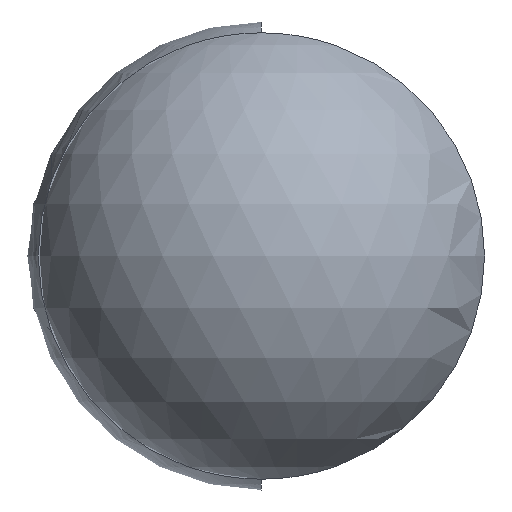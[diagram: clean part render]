
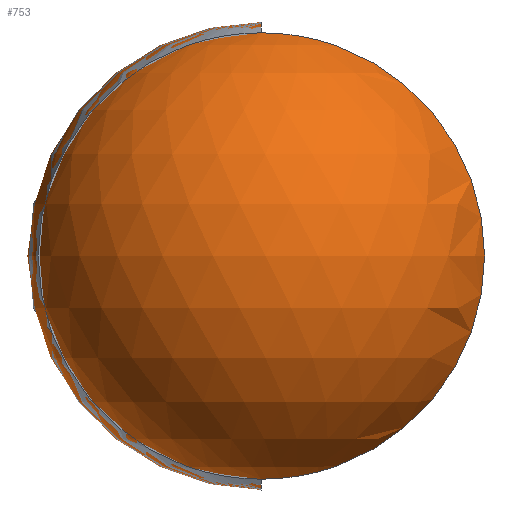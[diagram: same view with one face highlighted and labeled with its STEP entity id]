
A CAD part, left-side view. The second image highlights one B-rep face of the part: STEP entity #753.
In plain terms, the highlighted spherical face has radius 20 mm.
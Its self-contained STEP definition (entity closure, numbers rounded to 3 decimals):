
#130=CARTESIAN_POINT('',(6.,-6.35,19.079));
#131=VERTEX_POINT('',#130);
#132=CARTESIAN_POINT('',(-6.0,-6.35,19.079));
#133=VERTEX_POINT('',#132);
#134=CARTESIAN_POINT('',(0.,-6.35,0.0));
#135=DIRECTION('',(0.0,-1.0,0.0));
#136=DIRECTION('',(0.0,0.0,1.0));
#137=AXIS2_PLACEMENT_3D('',#134,#135,#136);
#138=CIRCLE('',#137,20.);
#139=EDGE_CURVE('',#131,#133,#138,.T.);
#141=CARTESIAN_POINT('',(6.,-6.35,-19.079));
#142=VERTEX_POINT('',#141);
#150=CARTESIAN_POINT('',(-6.0,-6.35,-19.079));
#151=VERTEX_POINT('',#150);
#152=CARTESIAN_POINT('',(0.,-6.35,0.0));
#153=DIRECTION('',(0.0,-1.0,0.0));
#154=DIRECTION('',(0.0,0.0,1.0));
#155=AXIS2_PLACEMENT_3D('',#152,#153,#154);
#156=CIRCLE('',#155,20.);
#157=EDGE_CURVE('',#151,#142,#156,.T.);
#535=CARTESIAN_POINT('',(6.,-6.35,0.));
#536=DIRECTION('',(-1.0,0.0,0.0));
#537=DIRECTION('',(0.0,0.0,-1.0));
#538=AXIS2_PLACEMENT_3D('',#535,#536,#537);
#539=CIRCLE('',#538,19.079);
#540=EDGE_CURVE('',#142,#131,#539,.T.);
#617=CARTESIAN_POINT('',(-6.0,-6.35,0.));
#618=DIRECTION('',(1.0,0.0,0.0));
#619=DIRECTION('',(0.0,0.0,1.0));
#620=AXIS2_PLACEMENT_3D('',#617,#618,#619);
#621=CIRCLE('',#620,19.079);
#622=EDGE_CURVE('',#133,#151,#621,.T.);
#742=CARTESIAN_POINT('',(0.,-6.35,0.0));
#743=DIRECTION('',(0.0,0.0,1.0));
#744=DIRECTION('',(1.0,0.0,0.0));
#745=AXIS2_PLACEMENT_3D('',#742,#743,#744);
#746=SPHERICAL_SURFACE('',#745,20.);
#747=ORIENTED_EDGE('',*,*,#139,.T.);
#748=ORIENTED_EDGE('',*,*,#622,.T.);
#749=ORIENTED_EDGE('',*,*,#157,.T.);
#750=ORIENTED_EDGE('',*,*,#540,.T.);
#751=EDGE_LOOP('',(#747,#748,#749,#750));
#752=FACE_OUTER_BOUND('',#751,.T.);
#753=ADVANCED_FACE('',(#752),#746,.T.);
